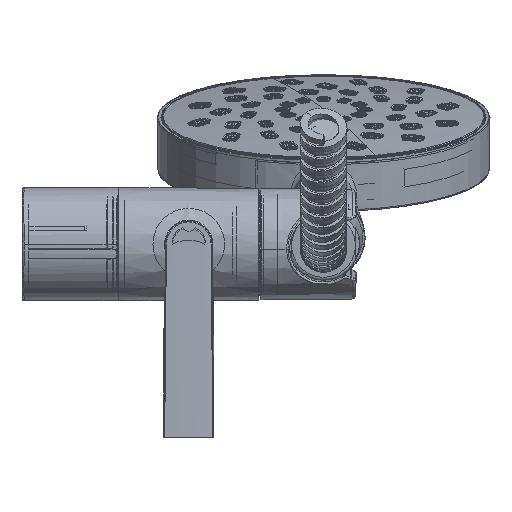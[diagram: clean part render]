
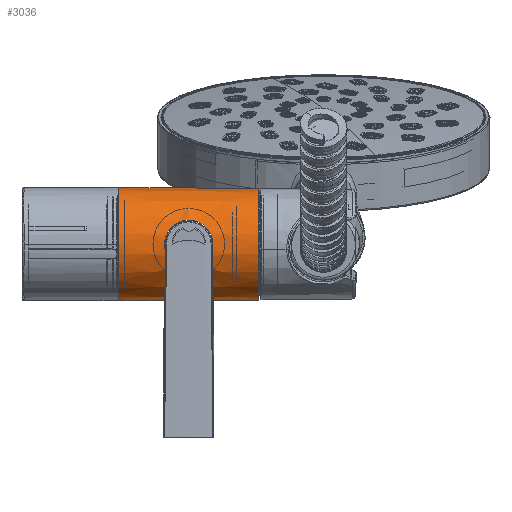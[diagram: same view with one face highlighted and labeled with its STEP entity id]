
A CAD part, front view. The second image highlights one B-rep face of the part: STEP entity #3036.
In plain terms, the highlighted conical face has half-angle 0.34 degrees and reference radius 16.899 mm.
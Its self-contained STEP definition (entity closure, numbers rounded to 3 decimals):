
#1474=CARTESIAN_POINT('',(0.,-7.25,15.265));
#1475=CARTESIAN_POINT('',(-0.396,-7.25,15.262));
#1476=CARTESIAN_POINT('',(-1.202,-7.186,
15.288));
#1477=CARTESIAN_POINT('',(-2.43,-6.87,
15.426));
#1478=CARTESIAN_POINT('',(-3.59,-6.342,
15.645));
#1479=CARTESIAN_POINT('',(-4.663,-5.602,
15.922));
#1480=CARTESIAN_POINT('',(-5.58,-4.689,
16.212));
#1481=CARTESIAN_POINT('',(-6.33,-3.613,
16.483));
#1482=CARTESIAN_POINT('',(-6.86,-2.457,
16.693));
#1483=CARTESIAN_POINT('',(-7.18,-1.236,
16.826));
#1484=CARTESIAN_POINT('',(-7.285,0.001,
16.871));
#1485=CARTESIAN_POINT('',(-7.18,1.236,16.826));
#1486=CARTESIAN_POINT('',(-6.859,2.459,16.692));
#1487=CARTESIAN_POINT('',(-6.33,3.613,16.483));
#1488=CARTESIAN_POINT('',(-5.58,4.69,16.212));
#1489=CARTESIAN_POINT('',(-4.662,5.603,15.922));
#1490=CARTESIAN_POINT('',(-3.589,6.343,15.645));
#1491=CARTESIAN_POINT('',(-2.429,6.87,15.426));
#1492=CARTESIAN_POINT('',(-1.202,7.186,15.288));
#1493=CARTESIAN_POINT('',(-0.396,7.25,15.262));
#1494=CARTESIAN_POINT('',(0.,7.25,15.265));
#1499=CARTESIAN_POINT('',(0.,7.25,15.265));
#1500=CARTESIAN_POINT('',(0.396,7.25,15.267));
#1501=CARTESIAN_POINT('',(1.201,7.186,15.303));
#1502=CARTESIAN_POINT('',(2.43,6.87,15.457));
#1503=CARTESIAN_POINT('',(3.593,6.341,15.692));
#1504=CARTESIAN_POINT('',(4.667,5.598,15.982));
#1505=CARTESIAN_POINT('',(5.585,4.684,16.282));
#1506=CARTESIAN_POINT('',(6.333,3.607,16.561));
#1507=CARTESIAN_POINT('',(6.861,2.453,16.775));
#1508=CARTESIAN_POINT('',(7.181,1.233,16.912));
#1509=CARTESIAN_POINT('',(7.285,-0.001,
16.957));
#1510=CARTESIAN_POINT('',(7.181,-1.234,16.912));
#1511=CARTESIAN_POINT('',(6.861,-2.454,16.775));
#1512=CARTESIAN_POINT('',(6.333,-3.608,16.561));
#1513=CARTESIAN_POINT('',(5.584,-4.685,16.282));
#1514=CARTESIAN_POINT('',(4.666,-5.6,15.982));
#1515=CARTESIAN_POINT('',(3.592,-6.342,15.692));
#1516=CARTESIAN_POINT('',(2.429,-6.87,15.457));
#1517=CARTESIAN_POINT('',(1.201,-7.186,15.303));
#1518=CARTESIAN_POINT('',(0.396,-7.25,15.267));
#1519=CARTESIAN_POINT('',(0.,-7.25,15.265));
#1524=DIRECTION('',(-1.,0.006,0.));
#1525=VECTOR('',#1524,42.001);
#1526=CARTESIAN_POINT('',(21.,-17.023,
0.));
#1527=LINE('',#1526,#1525);
#1531=CARTESIAN_POINT('',(-21.,0.,0.));
#1532=DIRECTION('',(-1.,0.,0.));
#1533=DIRECTION('',(0.,-1.,0.));
#1534=AXIS2_PLACEMENT_3D('',#1531,#1532,#1533);
#1539=DIRECTION('',(1.,0.006,0.));
#1540=VECTOR('',#1539,42.001);
#1541=CARTESIAN_POINT('',(-21.,16.774,
0.));
#1542=LINE('',#1541,#1540);
#1546=CARTESIAN_POINT('',(21.,0.,0.));
#1547=DIRECTION('',(1.,0.,0.));
#1548=DIRECTION('',(0.,1.,0.));
#1549=AXIS2_PLACEMENT_3D('',#1546,#1547,#1548);
#2760=CARTESIAN_POINT('',(21.,-17.023,
0.));
#2761=CARTESIAN_POINT('',(-21.,-16.774,
0.));
#2762=VERTEX_POINT('',#2760);
#2763=VERTEX_POINT('',#2761);
#2764=CARTESIAN_POINT('',(-21.,16.774,
0.));
#2765=CARTESIAN_POINT('',(21.,17.023,
0.));
#2766=VERTEX_POINT('',#2764);
#2767=VERTEX_POINT('',#2765);
#2956=VERTEX_POINT('',#1474);
#2957=VERTEX_POINT('',#1494);
#3019=CARTESIAN_POINT('',(0.,0.,0.));
#3020=DIRECTION('',(1.,0.,0.));
#3021=DIRECTION('',(0.,0.073,-0.997));
#3022=AXIS2_PLACEMENT_3D('',#3019,#3020,#3021);
#3023=CONICAL_SURFACE('',#3022,16.899,0.34);
#3024=ORIENTED_EDGE('',*,*,#2967,.T.);
#3026=ORIENTED_EDGE('',*,*,#3025,.T.);
#3027=ORIENTED_EDGE('',*,*,#2971,.T.);
#3029=ORIENTED_EDGE('',*,*,#3028,.T.);
#3030=EDGE_LOOP('',(#3024,#3026,#3027,#3029));
#3031=FACE_OUTER_BOUND('',#3030,.F.);
#3032=ORIENTED_EDGE('',*,*,#2999,.F.);
#3033=ORIENTED_EDGE('',*,*,#3013,.F.);
#3034=EDGE_LOOP('',(#3032,#3033));
#3035=FACE_BOUND('',#3034,.F.);
#3036=ADVANCED_FACE('',(#3031,#3035),#3023,.T.);
#1495=B_SPLINE_CURVE_WITH_KNOTS('',3,(#1474,#1475,#1476,#1477,#1478,#1479,#1480,
#1481,#1482,#1483,#1484,#1485,#1486,#1487,#1488,#1489,#1490,#1491,#1492,#1493,
#1494),.UNSPECIFIED.,.F.,.F.,(4,1,1,1,1,1,1,1,1,1,1,1,1,1,1,1,1,1,4),(0.,
0.056,0.111,0.167,0.222,
0.278,0.333,0.389,0.444,0.5,
0.556,0.611,0.667,0.722,
0.778,0.833,0.889,0.944,1.),
.UNSPECIFIED.);
#1520=B_SPLINE_CURVE_WITH_KNOTS('',3,(#1499,#1500,#1501,#1502,#1503,#1504,#1505,
#1506,#1507,#1508,#1509,#1510,#1511,#1512,#1513,#1514,#1515,#1516,#1517,#1518,
#1519),.UNSPECIFIED.,.F.,.F.,(4,1,1,1,1,1,1,1,1,1,1,1,1,1,1,1,1,1,4),(0.,
0.056,0.111,0.167,0.222,
0.278,0.333,0.389,0.444,0.5,
0.556,0.611,0.667,0.722,
0.778,0.833,0.889,0.944,1.),
.UNSPECIFIED.);
#1535=CIRCLE('',#1534,16.774);
#1550=CIRCLE('',#1549,17.023);
#2967=EDGE_CURVE('',#2762,#2763,#1527,.T.);
#2971=EDGE_CURVE('',#2766,#2767,#1542,.T.);
#2999=EDGE_CURVE('',#2956,#2957,#1495,.T.);
#3013=EDGE_CURVE('',#2957,#2956,#1520,.T.);
#3025=EDGE_CURVE('',#2763,#2766,#1535,.T.);
#3028=EDGE_CURVE('',#2767,#2762,#1550,.T.);
